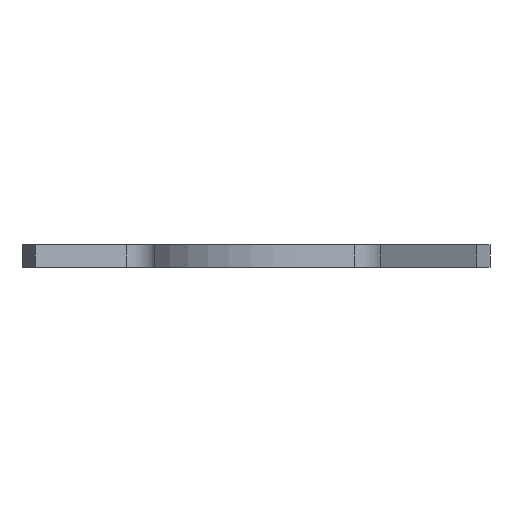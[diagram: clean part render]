
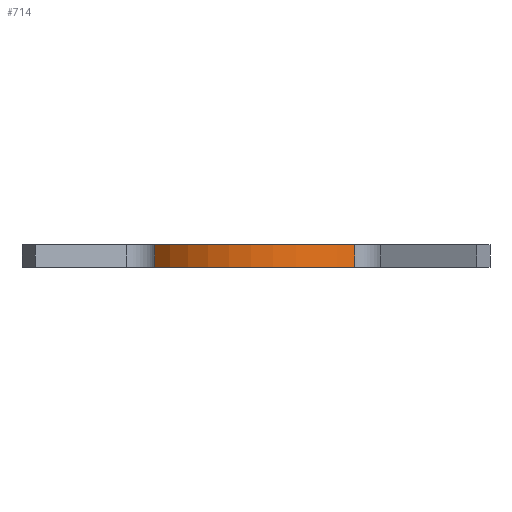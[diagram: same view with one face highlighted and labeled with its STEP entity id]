
A CAD part, front view. The second image highlights one B-rep face of the part: STEP entity #714.
In plain terms, the highlighted cylindrical face has radius 62 mm (diameter 124 mm), a partial arc.
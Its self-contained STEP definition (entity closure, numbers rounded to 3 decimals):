
#71 = CARTESIAN_POINT ( 'NONE',  ( 41.653, -45.924, 0. ) ) ;
#141 = CIRCLE ( 'NONE', #1488, 62. ) ;
#212 = LINE ( 'NONE', #1052, #1759 ) ;
#230 = CARTESIAN_POINT ( 'NONE',  ( -48.868, -38.157, 10. ) ) ;
#281 = AXIS2_PLACEMENT_3D ( 'NONE', #1399, #1816, #515 ) ;
#352 = VERTEX_POINT ( 'NONE', #500 ) ;
#479 = VERTEX_POINT ( 'NONE', #1436 ) ;
#500 = CARTESIAN_POINT ( 'NONE',  ( 41.653, -45.924, 10. ) ) ;
#515 = DIRECTION ( 'NONE',  ( 1., 0., 0. ) ) ;
#546 = EDGE_CURVE ( 'NONE', #1693, #479, #1274, .T. ) ;
#557 = EDGE_CURVE ( 'NONE', #1693, #352, #1582, .T. ) ;
#566 = FACE_OUTER_BOUND ( 'NONE', #1563, .T. ) ;
#714 = ADVANCED_FACE ( 'NONE', ( #566 ), #867, .T. ) ;
#799 = DIRECTION ( 'NONE',  ( 0., 0., -1. ) ) ;
#800 = ORIENTED_EDGE ( 'NONE', *, *, #999, .T. ) ;
#820 = ORIENTED_EDGE ( 'NONE', *, *, #1340, .T. ) ;
#867 = CYLINDRICAL_SURFACE ( 'NONE', #1845, 62. ) ;
#913 = VERTEX_POINT ( 'NONE', #71 ) ;
#932 = DIRECTION ( 'NONE',  ( 0., 0., 1. ) ) ;
#999 = EDGE_CURVE ( 'NONE', #479, #913, #141, .T. ) ;
#1052 = CARTESIAN_POINT ( 'NONE',  ( 41.653, -45.924, 10. ) ) ;
#1096 = DIRECTION ( 'NONE',  ( 1., 0., 0. ) ) ;
#1101 = CARTESIAN_POINT ( 'NONE',  ( -48.868, -38.157, 10. ) ) ;
#1262 = ORIENTED_EDGE ( 'NONE', *, *, #557, .F. ) ;
#1274 = LINE ( 'NONE', #1101, #1758 ) ;
#1340 = EDGE_CURVE ( 'NONE', #913, #352, #212, .T. ) ;
#1365 = DIRECTION ( 'NONE',  ( 0., 0., -1. ) ) ;
#1399 = CARTESIAN_POINT ( 'NONE',  ( 0., 0., 10. ) ) ;
#1436 = CARTESIAN_POINT ( 'NONE',  ( -48.868, -38.157, 0. ) ) ;
#1488 = AXIS2_PLACEMENT_3D ( 'NONE', #1796, #1656, #1096 ) ;
#1532 = CARTESIAN_POINT ( 'NONE',  ( 0., 0., 10. ) ) ;
#1563 = EDGE_LOOP ( 'NONE', ( #800, #820, #1262, #1668 ) ) ;
#1582 = CIRCLE ( 'NONE', #281, 62. ) ;
#1642 = DIRECTION ( 'NONE',  ( -1., 0., 0. ) ) ;
#1656 = DIRECTION ( 'NONE',  ( 0., 0., 1. ) ) ;
#1668 = ORIENTED_EDGE ( 'NONE', *, *, #546, .T. ) ;
#1693 = VERTEX_POINT ( 'NONE', #230 ) ;
#1758 = VECTOR ( 'NONE', #799, 1000. ) ;
#1759 = VECTOR ( 'NONE', #932, 1000. ) ;
#1796 = CARTESIAN_POINT ( 'NONE',  ( 0., 0., 0. ) ) ;
#1816 = DIRECTION ( 'NONE',  ( 0., 0., 1. ) ) ;
#1845 = AXIS2_PLACEMENT_3D ( 'NONE', #1532, #1365, #1642 ) ;
